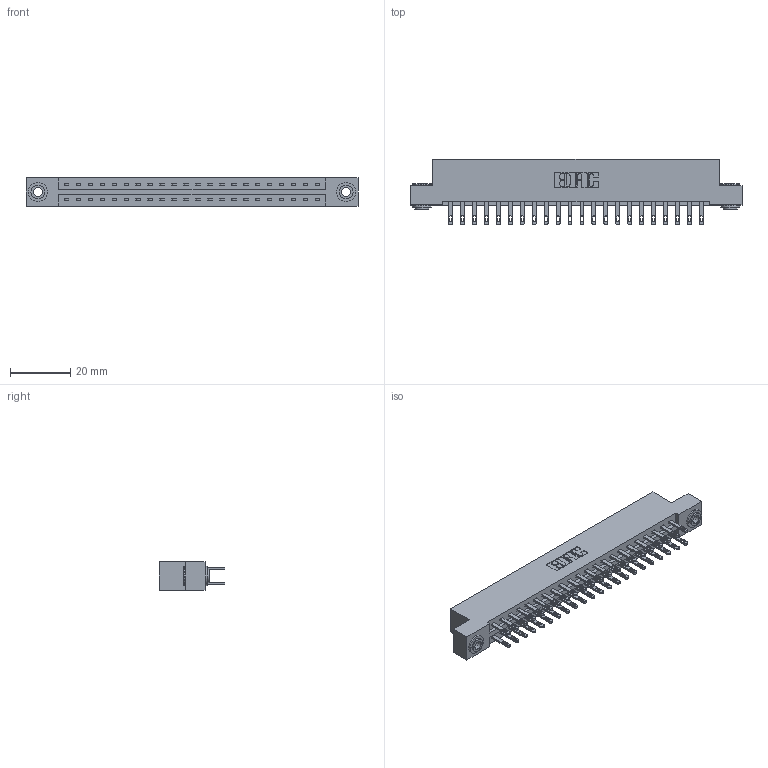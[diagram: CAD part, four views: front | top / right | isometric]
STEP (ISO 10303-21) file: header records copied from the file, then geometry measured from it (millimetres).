
FILE_DESCRIPTION (( 'STEP AP203' ), '1' );
FILE_NAME ('887-044-500-203.STEP', '2020-09-21T00:27:32', ( '' ), ( '' ), 'SwSTEP 2.0', 'SolidWorks 2020', '' );
FILE_SCHEMA (( 'CONFIG_CONTROL_DESIGN' ));
Length unit declared in the file: inch
Products named in the file (4): 887-044-500-203; 345-292-001_345-293-100; 837 Part_Flush Mounting Lugs - 0.156 Dia-TH; 345-250-002_345-250-002-102
Assembly tree (47 placements, depth 2):
  887-044-500-203
    837 Part_Flush Mounting Lugs - 0.156 Dia-TH
    345-292-001_345-293-100  x44
    345-250-002_345-250-002-102  x2
Bounding box: 110.19 x 21.85 x 9.4 mm (x, y, z)
Volume: 11499.8 mm3; surface area: 13518.9 mm2
Topology: 47 solids, 47 shells, 2352 faces, 7119 edges, 4742 vertices
Faces by surface type: plane 1488, cylinder 856, cone 8
Entity records: 20224 total; most frequent: CARTESIAN_POINT 3397, ORIENTED_EDGE 3326, DIRECTION 2961, EDGE_CURVE 1663, VECTOR 1507, LINE 1507, VERTEX_POINT 1106, AXIS2_PLACEMENT_3D 727
